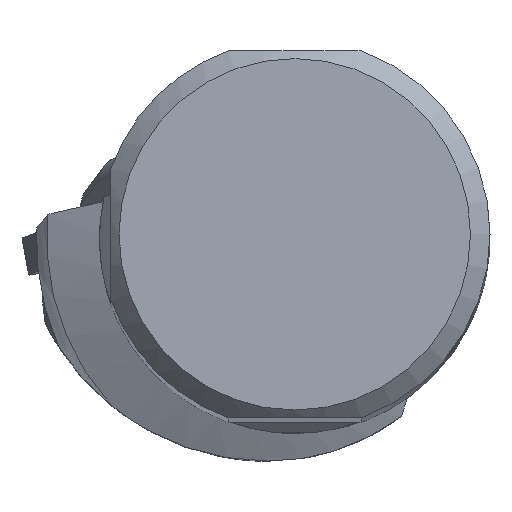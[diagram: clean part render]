
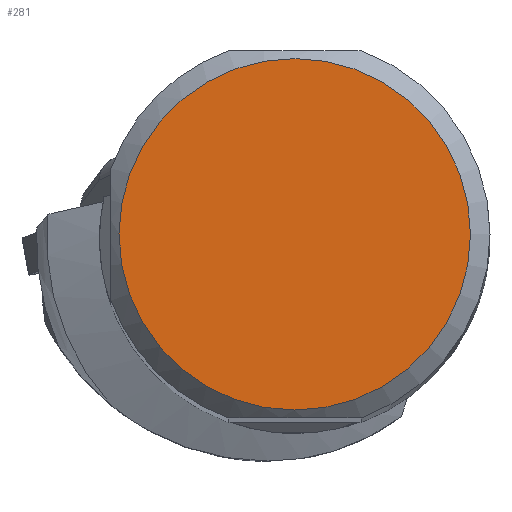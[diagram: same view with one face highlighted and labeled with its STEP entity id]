
A CAD part, top view. The second image highlights one B-rep face of the part: STEP entity #281.
In plain terms, the highlighted planar face has unit normal (0, 0, 1).
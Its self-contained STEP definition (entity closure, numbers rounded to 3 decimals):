
#209=FACE_OUTER_BOUND('',#646,.T.);
#281=ADVANCED_FACE('CU_SU_BP3',(#209),#338,.T.);
#338=PLANE('',#1603);
#646=EDGE_LOOP('',(#851));
#851=ORIENTED_EDGE('',*,*,#1344,.T.);
#1185=VERTEX_POINT('',#2365);
#1344=EDGE_CURVE('',#1185,#1185,#1458,.T.);
#1458=CIRCLE('',#1602,22.489);
#1602=AXIS2_PLACEMENT_3D('',#2364,#1888,#1889);
#1603=AXIS2_PLACEMENT_3D('',#2366,#1890,#1891);
#1888=DIRECTION('',(0.,0.,1.));
#1889=DIRECTION('',(1.,0.,0.));
#1890=DIRECTION('',(0.,0.,1.));
#1891=DIRECTION('',(1.,0.,0.));
#2364=CARTESIAN_POINT('',(0.,0.,0.));
#2365=CARTESIAN_POINT('',(22.489,0.,0.));
#2366=CARTESIAN_POINT('',(0.,0.,
0.));
